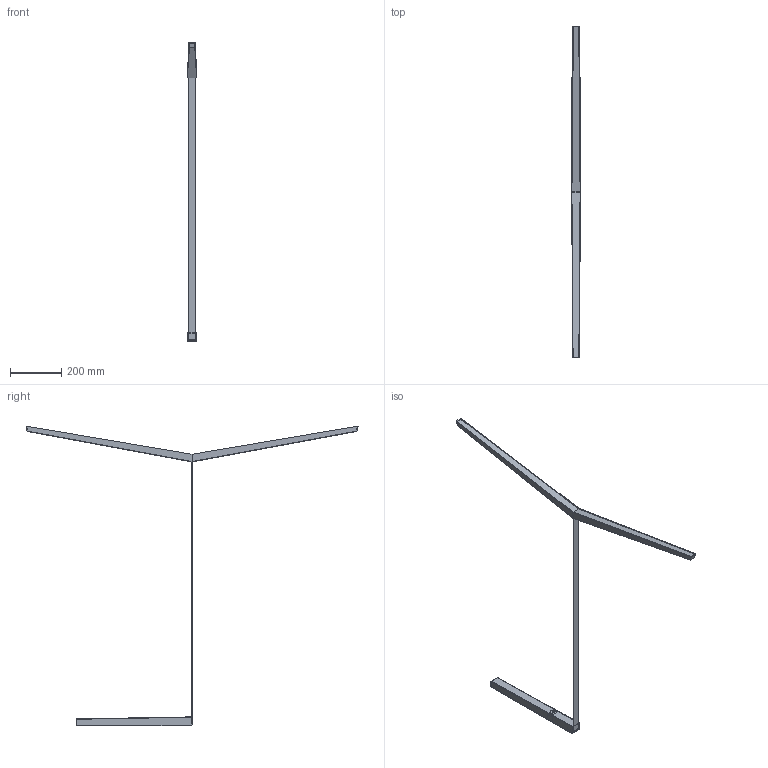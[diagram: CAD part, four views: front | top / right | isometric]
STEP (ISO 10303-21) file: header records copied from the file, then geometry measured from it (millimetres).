
FILE_DESCRIPTION(('STEP AP203'),'2;1');
FILE_NAME('COMPLESSIVO KONA CILING.stp','2024-09-16T16:56:17',(''),(''),'2009.3.110','THINKDESIGN','');
FILE_SCHEMA(('CONFIG_CONTROL_DESIGN'));
Length unit declared in the file: millimetre
Bounding box: 38 x 1300 x 1173.8 mm (x, y, z)
Volume: 494805.5 mm3; surface area: 520089.2 mm2
Topology: 14 solids, 14 shells, 753 faces, 2058 edges, 1329 vertices
Faces by surface type: plane 400, cylinder 286, bspline 67
Full cylindrical faces by diameter (mm): 2.134 x5, 2.5 x1, 3.3 x1, 3.623 x3, 4 x7, 4.2 x1, 4.3 x1, 4.5 x1, 5 x1, 5.2 x1, 6.5 x3, 8.2 x1, 8.75 x1, 11 x1, 12 x1, 25 x1
Entity records: 26511 total; most frequent: CARTESIAN_POINT 7516, ORIENTED_EDGE 4074, DIRECTION 3800, EDGE_CURVE 2037, VERTEX_POINT 1329, VECTOR 1298, LINE 1298, AXIS2_PLACEMENT_3D 1251
